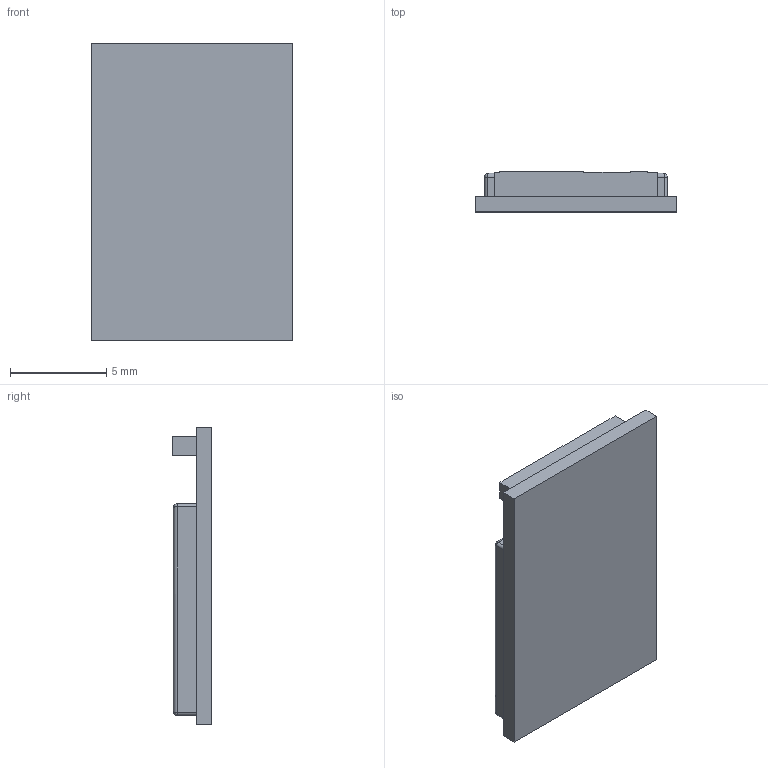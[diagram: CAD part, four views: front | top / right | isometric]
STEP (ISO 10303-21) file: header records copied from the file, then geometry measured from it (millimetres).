
FILE_DESCRIPTION (( 'STEP AP214' ), '1' );
FILE_NAME ('MDBT50Q-1MV2.STEP', '2021-08-20T19:14:00', ( '' ), ( '' ), 'SwSTEP 2.0', 'SolidWorks 2019', '' );
FILE_SCHEMA (( 'AUTOMOTIVE_DESIGN' ));
Length unit declared in the file: millimetre
Products named in the file (1): MDBT50Q-1MV2
Bounding box: 10.5 x 2.06 x 15.5 mm (x, y, z)
Volume: 265.9 mm3; surface area: 436.4 mm2
Topology: 1 solids, 1 shells, 36 faces, 88 edges, 52 vertices
Faces by surface type: plane 24, cylinder 8, bspline 4
Entity records: 1462 total; most frequent: CARTESIAN_POINT 289, ORIENTED_EDGE 168, DIRECTION 150, EDGE_CURVE 84, VECTOR 68, LINE 68, VERTEX_POINT 52, AXIS2_PLACEMENT_3D 41
